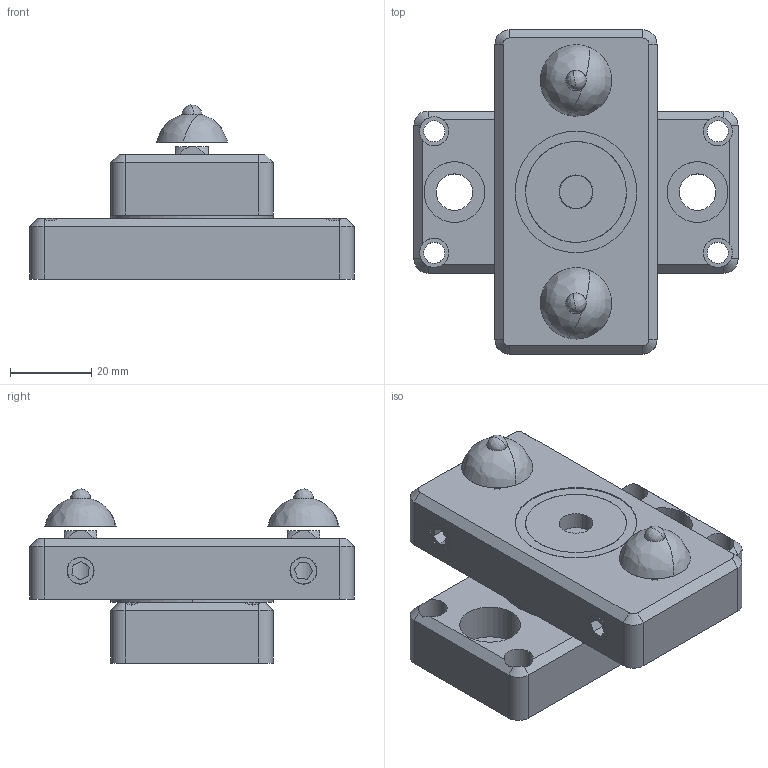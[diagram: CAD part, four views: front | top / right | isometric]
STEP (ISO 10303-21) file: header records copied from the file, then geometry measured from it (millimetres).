
FILE_DESCRIPTION (( 'STEP AP214' ), '1' );
FILE_NAME ('SA5225N.stp', '2012-08-08T19:38:26', ( 'Tony' ), ( '' ), 'SwSTEP 2.0', 'SolidWorks 2012', '' );
FILE_SCHEMA (( 'AUTOMOTIVE_DESIGN' ));
Length unit declared in the file: millimetre
Products named in the file (1): SA5225N
Bounding box: 80 x 80 x 42.97 mm (x, y, z)
Surface area: 28192.7 mm2 (no closed solid volume)
Topology: 0 solids, 17 shells, 157 faces, 464 edges, 309 vertices
Faces by surface type: plane 57, cylinder 56, cone 36, bspline 8
Entity records: 7431 total; most frequent: CARTESIAN_POINT 1632, DIRECTION 863, ORIENTED_EDGE 768, EDGE_CURVE 450, AXIS2_PLACEMENT_3D 338, VERTEX_POINT 309, CIRCLE 188, LINE 187
